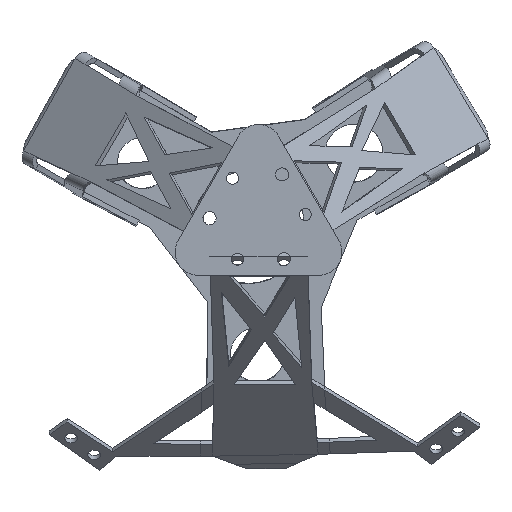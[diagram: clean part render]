
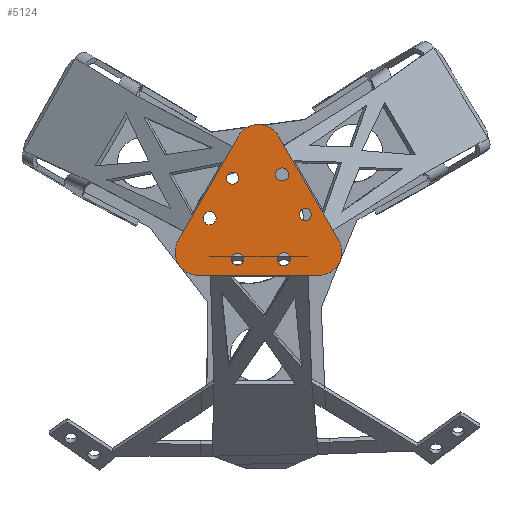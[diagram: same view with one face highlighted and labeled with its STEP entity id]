
A CAD part, top view. The second image highlights one B-rep face of the part: STEP entity #5124.
In plain terms, the highlighted planar face has unit normal (0, 0, 1).
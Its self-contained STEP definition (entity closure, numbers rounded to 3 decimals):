
#149=FACE_BOUND('',#951,.T.);
#150=FACE_BOUND('',#952,.T.);
#151=FACE_BOUND('',#953,.T.);
#152=FACE_BOUND('',#954,.T.);
#153=FACE_BOUND('',#955,.T.);
#154=FACE_BOUND('',#956,.T.);
#342=PLANE('',#5460);
#614=FACE_OUTER_BOUND('',#950,.T.);
#950=EDGE_LOOP('',(#4680,#4681,#4682,#4683,#4684,#4685));
#951=EDGE_LOOP('',(#4686,#4687));
#952=EDGE_LOOP('',(#4688));
#953=EDGE_LOOP('',(#4689,#4690));
#954=EDGE_LOOP('',(#4691));
#955=EDGE_LOOP('',(#4692,#4693));
#956=EDGE_LOOP('',(#4694));
#1042=CIRCLE('',#5438,0.462);
#1043=CIRCLE('',#5441,0.462);
#1044=CIRCLE('',#5444,0.462);
#1045=CIRCLE('',#5446,0.426);
#1046=CIRCLE('',#5448,0.426);
#1047=CIRCLE('',#5450,0.426);
#1048=CIRCLE('',#5452,1.637);
#1049=CIRCLE('',#5455,1.637);
#1050=CIRCLE('',#5458,1.637);
#1583=LINE('',#8601,#2179);
#1586=LINE('',#8609,#2182);
#1589=LINE('',#8617,#2185);
#1596=LINE('',#8641,#2192);
#1599=LINE('',#8649,#2195);
#1602=LINE('',#8656,#2198);
#2179=VECTOR('',#6561,10.);
#2182=VECTOR('',#6570,10.);
#2185=VECTOR('',#6579,10.);
#2192=VECTOR('',#6608,10.);
#2195=VECTOR('',#6617,10.);
#2198=VECTOR('',#6626,10.);
#2624=VERTEX_POINT('',#8598);
#2625=VERTEX_POINT('',#8600);
#2626=VERTEX_POINT('',#8606);
#2627=VERTEX_POINT('',#8608);
#2628=VERTEX_POINT('',#8614);
#2629=VERTEX_POINT('',#8616);
#2630=VERTEX_POINT('',#8622);
#2631=VERTEX_POINT('',#8626);
#2632=VERTEX_POINT('',#8630);
#2633=VERTEX_POINT('',#8634);
#2634=VERTEX_POINT('',#8636);
#2635=VERTEX_POINT('',#8640);
#2636=VERTEX_POINT('',#8644);
#2637=VERTEX_POINT('',#8648);
#2638=VERTEX_POINT('',#8652);
#3302=EDGE_CURVE('',#2625,#2624,#1583,.T.);
#3304=EDGE_CURVE('',#2624,#2625,#1042,.T.);
#3306=EDGE_CURVE('',#2627,#2626,#1586,.T.);
#3308=EDGE_CURVE('',#2626,#2627,#1043,.T.);
#3310=EDGE_CURVE('',#2629,#2628,#1589,.T.);
#3312=EDGE_CURVE('',#2628,#2629,#1044,.T.);
#3313=EDGE_CURVE('',#2630,#2630,#1045,.T.);
#3315=EDGE_CURVE('',#2631,#2631,#1046,.T.);
#3317=EDGE_CURVE('',#2632,#2632,#1047,.T.);
#3320=EDGE_CURVE('',#2634,#2633,#1048,.T.);
#3322=EDGE_CURVE('',#2635,#2634,#1596,.T.);
#3324=EDGE_CURVE('',#2636,#2635,#1049,.T.);
#3326=EDGE_CURVE('',#2637,#2636,#1599,.T.);
#3328=EDGE_CURVE('',#2638,#2637,#1050,.T.);
#3330=EDGE_CURVE('',#2633,#2638,#1602,.T.);
#4680=ORIENTED_EDGE('',*,*,#3330,.T.);
#4681=ORIENTED_EDGE('',*,*,#3328,.T.);
#4682=ORIENTED_EDGE('',*,*,#3326,.T.);
#4683=ORIENTED_EDGE('',*,*,#3324,.T.);
#4684=ORIENTED_EDGE('',*,*,#3322,.T.);
#4685=ORIENTED_EDGE('',*,*,#3320,.T.);
#4686=ORIENTED_EDGE('',*,*,#3310,.T.);
#4687=ORIENTED_EDGE('',*,*,#3312,.T.);
#4688=ORIENTED_EDGE('',*,*,#3315,.T.);
#4689=ORIENTED_EDGE('',*,*,#3306,.T.);
#4690=ORIENTED_EDGE('',*,*,#3308,.T.);
#4691=ORIENTED_EDGE('',*,*,#3313,.T.);
#4692=ORIENTED_EDGE('',*,*,#3302,.T.);
#4693=ORIENTED_EDGE('',*,*,#3304,.T.);
#4694=ORIENTED_EDGE('',*,*,#3317,.T.);
#5124=ADVANCED_FACE('',(#614,#149,#150,#151,#152,#153,#154),#342,.T.);
#5438=AXIS2_PLACEMENT_3D('',#8604,#6565,#6566);
#5441=AXIS2_PLACEMENT_3D('',#8612,#6574,#6575);
#5444=AXIS2_PLACEMENT_3D('',#8620,#6583,#6584);
#5446=AXIS2_PLACEMENT_3D('',#8623,#6587,#6588);
#5448=AXIS2_PLACEMENT_3D('',#8627,#6592,#6593);
#5450=AXIS2_PLACEMENT_3D('',#8631,#6597,#6598);
#5452=AXIS2_PLACEMENT_3D('',#8637,#6603,#6604);
#5455=AXIS2_PLACEMENT_3D('',#8645,#6612,#6613);
#5458=AXIS2_PLACEMENT_3D('',#8653,#6621,#6622);
#5460=AXIS2_PLACEMENT_3D('',#8657,#6627,#6628);
#6561=DIRECTION('',(0.5,0.866,0.));
#6565=DIRECTION('center_axis',(0.,0.,
-1.));
#6566=DIRECTION('ref_axis',(-0.695,0.719,0.));
#6570=DIRECTION('',(0.5,-0.866,0.));
#6574=DIRECTION('center_axis',(0.,0.,
-1.));
#6575=DIRECTION('ref_axis',(0.97,0.243,0.));
#6579=DIRECTION('',(-1.,0.,0.));
#6583=DIRECTION('center_axis',(0.,0.,
-1.));
#6584=DIRECTION('ref_axis',(-0.275,-0.961,0.));
#6587=DIRECTION('center_axis',(0.,0.,
-1.));
#6588=DIRECTION('ref_axis',(1.,0.,0.));
#6592=DIRECTION('center_axis',(0.,0.,
-1.));
#6593=DIRECTION('ref_axis',(1.,0.,0.));
#6597=DIRECTION('center_axis',(0.,0.,
-1.));
#6598=DIRECTION('ref_axis',(1.,0.,0.));
#6603=DIRECTION('center_axis',(0.,0.,
1.));
#6604=DIRECTION('ref_axis',(0.866,0.5,0.));
#6608=DIRECTION('',(-0.5,0.866,0.));
#6612=DIRECTION('center_axis',(0.,0.,
1.));
#6613=DIRECTION('ref_axis',(0.,-1.,0.));
#6617=DIRECTION('',(1.,0.,0.));
#6621=DIRECTION('center_axis',(0.,0.,
1.));
#6622=DIRECTION('ref_axis',(-0.866,0.5,0.));
#6626=DIRECTION('',(-0.5,-0.866,0.));
#6627=DIRECTION('center_axis',(0.,0.,
1.));
#6628=DIRECTION('ref_axis',(-1.,0.,0.));
#8598=CARTESIAN_POINT('',(-3.77,0.272,1.));
#8600=CARTESIAN_POINT('',(-3.905,0.038,1.));
#8601=CARTESIAN_POINT('',(-0.819,5.383,1.));
#8604=CARTESIAN_POINT('Origin',(-3.455,-0.066,1.));
#8606=CARTESIAN_POINT('',(2.12,3.129,1.));
#8608=CARTESIAN_POINT('',(1.986,3.363,1.));
#8609=CARTESIAN_POINT('',(5.071,-1.982,1.));
#8612=CARTESIAN_POINT('Origin',(1.671,3.025,1.));
#8614=CARTESIAN_POINT('',(1.65,-3.401,1.));
#8616=CARTESIAN_POINT('',(1.919,-3.401,1.));
#8617=CARTESIAN_POINT('',(-4.252,-3.401,1.));
#8620=CARTESIAN_POINT('Origin',(1.785,-2.959,1.));
#8622=CARTESIAN_POINT('',(2.875,0.2,1.));
#8623=CARTESIAN_POINT('Origin',(3.302,0.2,1.));
#8626=CARTESIAN_POINT('',(-1.903,-2.959,1.));
#8627=CARTESIAN_POINT('Origin',(-1.477,-2.959,1.));
#8630=CARTESIAN_POINT('',(-2.251,2.759,1.));
#8631=CARTESIAN_POINT('Origin',(-1.824,2.759,1.));
#8634=CARTESIAN_POINT('',(-1.418,5.728,1.));
#8636=CARTESIAN_POINT('',(1.418,5.728,1.));
#8637=CARTESIAN_POINT('Origin',(0.,4.91,1.));
#8640=CARTESIAN_POINT('',(5.67,-1.637,1.));
#8641=CARTESIAN_POINT('',(5.67,-1.637,1.));
#8644=CARTESIAN_POINT('',(4.252,-4.092,1.));
#8645=CARTESIAN_POINT('Origin',(4.252,-2.455,1.));
#8648=CARTESIAN_POINT('',(-4.252,-4.092,1.));
#8649=CARTESIAN_POINT('',(-4.252,-4.092,1.));
#8652=CARTESIAN_POINT('',(-5.67,-1.637,1.));
#8653=CARTESIAN_POINT('Origin',(-4.252,-2.455,1.));
#8656=CARTESIAN_POINT('',(-1.418,5.728,1.));
#8657=CARTESIAN_POINT('Origin',(0.,1.227,
1.));
